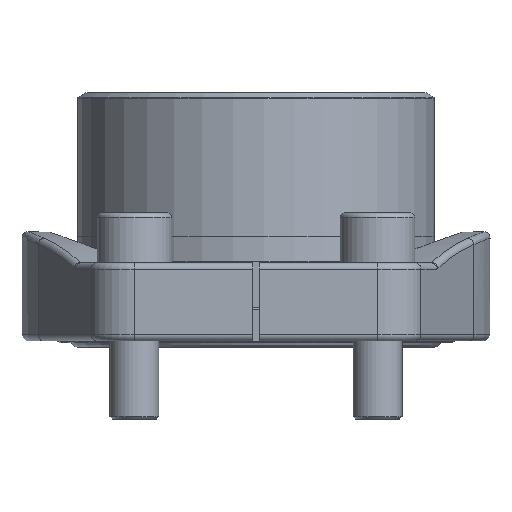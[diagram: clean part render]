
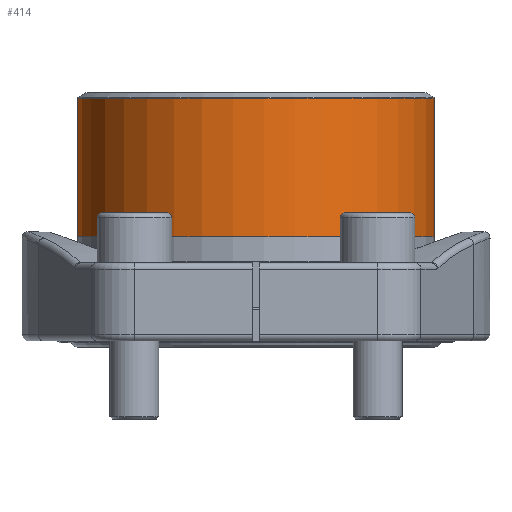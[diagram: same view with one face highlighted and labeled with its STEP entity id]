
A CAD part, left-side view. The second image highlights one B-rep face of the part: STEP entity #414.
In plain terms, the highlighted cylindrical face has radius 57.15 mm (diameter 114.3 mm), a full revolution.
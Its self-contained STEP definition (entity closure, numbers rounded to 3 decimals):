
#247=FACE_BOUND('',#620,.T.);
#248=FACE_BOUND('',#621,.T.);
#414=ADVANCED_FACE('',(#247,#248),#479,.T.);
#479=CYLINDRICAL_SURFACE('',#1701,57.15);
#620=EDGE_LOOP('',(#1038));
#621=EDGE_LOOP('',(#1039));
#1038=ORIENTED_EDGE('',*,*,#1413,.T.);
#1039=ORIENTED_EDGE('',*,*,#1414,.T.);
#1246=VERTEX_POINT('',#2888);
#1247=VERTEX_POINT('',#2890);
#1413=EDGE_CURVE('',#1246,#1246,#1542,.T.);
#1414=EDGE_CURVE('',#1247,#1247,#1543,.T.);
#1542=CIRCLE('',#1699,57.15);
#1543=CIRCLE('',#1700,57.15);
#1699=AXIS2_PLACEMENT_3D('',#2887,#2070,#2071);
#1700=AXIS2_PLACEMENT_3D('',#2889,#2072,#2073);
#1701=AXIS2_PLACEMENT_3D('',#2891,#2074,#2075);
#2070=DIRECTION('',(1.,0.,0.));
#2071=DIRECTION('',(0.,0.,-1.));
#2072=DIRECTION('',(-1.,0.,0.));
#2073=DIRECTION('',(0.,0.,-1.));
#2074=DIRECTION('',(-1.,0.,0.));
#2075=DIRECTION('',(0.,0.,1.));
#2887=CARTESIAN_POINT('',(34.002,0.,0.));
#2888=CARTESIAN_POINT('',(34.002,0.,-57.15));
#2889=CARTESIAN_POINT('',(78.326,0.,0.));
#2890=CARTESIAN_POINT('',(78.326,0.,-57.15));
#2891=CARTESIAN_POINT('',(0.,0.,0.));
